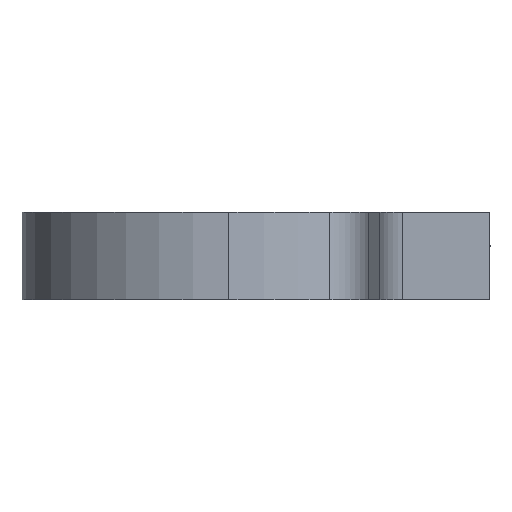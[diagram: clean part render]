
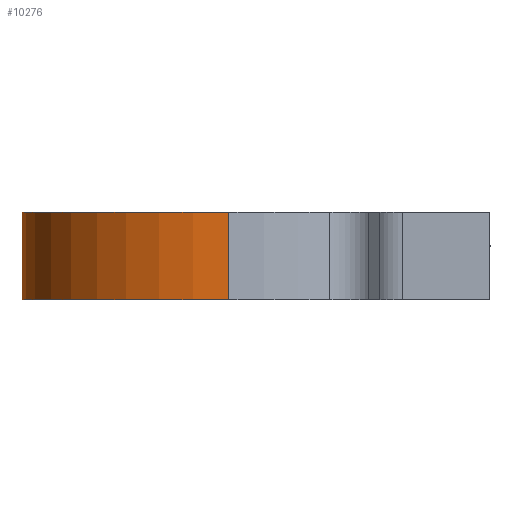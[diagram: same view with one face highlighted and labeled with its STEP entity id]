
A CAD part, left-side view. The second image highlights one B-rep face of the part: STEP entity #10276.
In plain terms, the highlighted cylindrical face has radius 19 mm (diameter 38 mm), a partial arc.
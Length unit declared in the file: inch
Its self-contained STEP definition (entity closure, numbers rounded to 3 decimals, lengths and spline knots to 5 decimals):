
#470 = LINE ( 'NONE', #608, #13647 ) ;
#608 = CARTESIAN_POINT ( 'NONE',  ( 0.69682, 0.27201, 0.31496 ) ) ;
#764 = VERTEX_POINT ( 'NONE', #5243 ) ;
#915 = ORIENTED_EDGE ( 'NONE', *, *, #17631, .F. ) ;
#998 = CARTESIAN_POINT ( 'NONE',  ( 0.69095, 0.28706, 0.04268 ) ) ;
#1022 = DIRECTION ( 'NONE',  ( 0., 0., -1. ) ) ;
#1094 = CYLINDRICAL_SURFACE ( 'NONE', #5959, 0.74803 ) ;
#1114 = ORIENTED_EDGE ( 'NONE', *, *, #12115, .T. ) ;
#1127 = CARTESIAN_POINT ( 'NONE',  ( 0.69091, 0.28715, 0.27226 ) ) ;
#1187 = CARTESIAN_POINT ( 'NONE',  ( 0.6521, 0.36654, 0.08549 ) ) ;
#1317 = CIRCLE ( 'NONE', #16679, 0.74803 ) ;
#1699 = VECTOR ( 'NONE', #1022, 39.37008 ) ;
#1807 = DIRECTION ( 'NONE',  ( 0., 0., -1. ) ) ;
#2495 = CARTESIAN_POINT ( 'NONE',  ( 0.63607, 0.39366, 0.1896 ) ) ;
#2504 = CARTESIAN_POINT ( 'NONE',  ( 0.69682, 0.27201, 0.31496 ) ) ;
#2618 = CARTESIAN_POINT ( 'NONE',  ( 0.63331, 0.3981, 0.17356 ) ) ;
#2626 = CARTESIAN_POINT ( 'NONE',  ( 0.69682, 0.27201, 0.31496 ) ) ;
#2762 = CARTESIAN_POINT ( 'NONE',  ( -0.74803, 0., 0.31496 ) ) ;
#3790 = CARTESIAN_POINT ( 'NONE',  ( 0.69682, 0.27201, 0.27612 ) ) ;
#4041 = CARTESIAN_POINT ( 'NONE',  ( 0.64321, 0.38191, 0.10326 ) ) ;
#4227 = CIRCLE ( 'NONE', #5024, 0.74803 ) ;
#4431 = LINE ( 'NONE', #2504, #9275 ) ;
#5024 = AXIS2_PLACEMENT_3D ( 'NONE', #7569, #6204, #11793 ) ;
#5243 = CARTESIAN_POINT ( 'NONE',  ( 0.69682, 0.27201, 0. ) ) ;
#5449 = CARTESIAN_POINT ( 'NONE',  ( 0.63806, 0.39045, 0.19705 ) ) ;
#5594 = DIRECTION ( 'NONE',  ( 0., 0., 1. ) ) ;
#5959 = AXIS2_PLACEMENT_3D ( 'NONE', #15771, #1807, #13285 ) ;
#6101 = VERTEX_POINT ( 'NONE', #2762 ) ;
#6204 = DIRECTION ( 'NONE',  ( 0., 0., 1. ) ) ;
#6465 = CARTESIAN_POINT ( 'NONE',  ( 0.69682, 0.27201, 0.03884 ) ) ;
#6524 = VERTEX_POINT ( 'NONE', #10723 ) ;
#6684 = CARTESIAN_POINT ( 'NONE',  ( 0.64571, 0.37768, 0.21731 ) ) ;
#6745 = CARTESIAN_POINT ( 'NONE',  ( 0.63836, 0.38997, 0.11693 ) ) ;
#6872 = CARTESIAN_POINT ( 'NONE',  ( 0.64292, 0.3824, 0.21101 ) ) ;
#7066 = DIRECTION ( 'NONE',  ( 1., 0., 0. ) ) ;
#7221 = EDGE_CURVE ( 'NONE', #6101, #8199, #14243, .T. ) ;
#7569 = CARTESIAN_POINT ( 'NONE',  ( 0., 0., 0.31496 ) ) ;
#7664 = B_SPLINE_CURVE_WITH_KNOTS ( 'NONE', 3,
 ( #17877, #998, #18062, #17937, #18133, #13663, #1187, #9527, #4041, #6745, #11047, #15084, #10914, #15216, #2618, #2495, #5449, #6872, #6684, #17995, #16687, #9587, #10980, #8297, #1127, #3790 ),
 .UNSPECIFIED., .F., .F.,
 ( 4, 2, 2, 2, 2, 2, 2, 2, 2, 2, 2, 2, 4 ),
 ( 0., 0.00125, 0.00249, 0.00312, 0.00374, 0.00437, 0.00499, 0.00561, 0.00624, 0.00686, 0.00748, 0.00873, 0.00998 ),
 .UNSPECIFIED. ) ;
#7789 = EDGE_LOOP ( 'NONE', ( #9043, #915, #1114, #8888, #16918, #17410 ) ) ;
#8199 = VERTEX_POINT ( 'NONE', #12878 ) ;
#8297 = CARTESIAN_POINT ( 'NONE',  ( 0.68458, 0.30191, 0.26751 ) ) ;
#8888 = ORIENTED_EDGE ( 'NONE', *, *, #16955, .F. ) ;
#9043 = ORIENTED_EDGE ( 'NONE', *, *, #7221, .F. ) ;
#9275 = VECTOR ( 'NONE', #12268, 39.37008 ) ;
#9368 = CARTESIAN_POINT ( 'NONE',  ( -0.74803, 0., 0.31496 ) ) ;
#9527 = CARTESIAN_POINT ( 'NONE',  ( 0.64606, 0.37708, 0.0969 ) ) ;
#9587 = CARTESIAN_POINT ( 'NONE',  ( 0.66475, 0.34328, 0.24807 ) ) ;
#10276 = ADVANCED_FACE ( 'NONE', ( #13857 ), #1094, .T. ) ;
#10723 = CARTESIAN_POINT ( 'NONE',  ( 0.69682, 0.27201, 0.27612 ) ) ;
#10914 = CARTESIAN_POINT ( 'NONE',  ( 0.63266, 0.39911, 0.14848 ) ) ;
#10980 = CARTESIAN_POINT ( 'NONE',  ( 0.67147, 0.33003, 0.25537 ) ) ;
#11047 = CARTESIAN_POINT ( 'NONE',  ( 0.63632, 0.39327, 0.12434 ) ) ;
#11793 = DIRECTION ( 'NONE',  ( 1., 0., 0. ) ) ;
#12019 = VERTEX_POINT ( 'NONE', #2626 ) ;
#12115 = EDGE_CURVE ( 'NONE', #12019, #6524, #4431, .T. ) ;
#12227 = EDGE_CURVE ( 'NONE', #764, #8199, #1317, .T. ) ;
#12268 = DIRECTION ( 'NONE',  ( 0., 0., -1. ) ) ;
#12878 = CARTESIAN_POINT ( 'NONE',  ( -0.74803, 0., 0. ) ) ;
#13285 = DIRECTION ( 'NONE',  ( -1., 0., 0. ) ) ;
#13647 = VECTOR ( 'NONE', #17421, 39.37008 ) ;
#13663 = CARTESIAN_POINT ( 'NONE',  ( 0.65533, 0.36076, 0.08033 ) ) ;
#13857 = FACE_OUTER_BOUND ( 'NONE', #7789, .T. ) ;
#14243 = LINE ( 'NONE', #9368, #1699 ) ;
#15084 = CARTESIAN_POINT ( 'NONE',  ( 0.63344, 0.39788, 0.14026 ) ) ;
#15216 = CARTESIAN_POINT ( 'NONE',  ( 0.63259, 0.39922, 0.16535 ) ) ;
#15471 = CARTESIAN_POINT ( 'NONE',  ( 0., 0., 0. ) ) ;
#15764 = VERTEX_POINT ( 'NONE', #6465 ) ;
#15771 = CARTESIAN_POINT ( 'NONE',  ( 0., 0., 0.31496 ) ) ;
#16679 = AXIS2_PLACEMENT_3D ( 'NONE', #15471, #5594, #7066 ) ;
#16687 = CARTESIAN_POINT ( 'NONE',  ( 0.65493, 0.36148, 0.23401 ) ) ;
#16918 = ORIENTED_EDGE ( 'NONE', *, *, #17960, .T. ) ;
#16955 = EDGE_CURVE ( 'NONE', #15764, #6524, #7664, .T. ) ;
#17410 = ORIENTED_EDGE ( 'NONE', *, *, #12227, .T. ) ;
#17421 = DIRECTION ( 'NONE',  ( 0., 0., -1. ) ) ;
#17631 = EDGE_CURVE ( 'NONE', #12019, #6101, #4227, .T. ) ;
#17877 = CARTESIAN_POINT ( 'NONE',  ( 0.69682, 0.27201, 0.03884 ) ) ;
#17937 = CARTESIAN_POINT ( 'NONE',  ( 0.67186, 0.32923, 0.05921 ) ) ;
#17960 = EDGE_CURVE ( 'NONE', #15764, #764, #470, .T. ) ;
#17995 = CARTESIAN_POINT ( 'NONE',  ( 0.6517, 0.36726, 0.22878 ) ) ;
#18062 = CARTESIAN_POINT ( 'NONE',  ( 0.68472, 0.30156, 0.04734 ) ) ;
#18133 = CARTESIAN_POINT ( 'NONE',  ( 0.6652, 0.34241, 0.06636 ) ) ;
